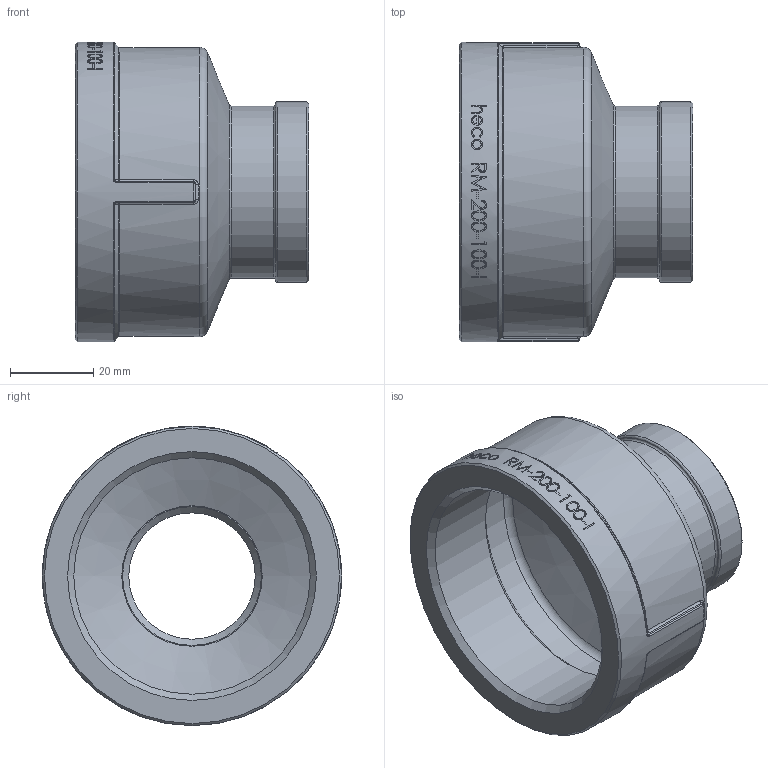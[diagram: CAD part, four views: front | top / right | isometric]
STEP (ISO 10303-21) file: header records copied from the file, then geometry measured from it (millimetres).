
FILE_DESCRIPTION (( 'STEP AP214' ), '1' );
FILE_NAME ('heco_RM-200-100-I Reduziermuffe 2305.STEP', '2023-05-11T09:06:52', ( '' ), ( '' ), 'SwSTEP 2.0', 'SolidWorks 2019', '' );
FILE_SCHEMA (( 'AUTOMOTIVE_DESIGN' ));
Length unit declared in the file: millimetre
Products named in the file (1): heco_RM-200-100-I Reduziermuffe 2305
Bounding box: 56 x 71.7 x 71.71 mm (x, y, z)
Volume: 55951.8 mm3; surface area: 24277.7 mm2
Topology: 1 solids, 1 shells, 241 faces, 593 edges, 376 vertices
Faces by surface type: bspline 115, plane 57, cylinder 42, torus 13, cone 10, sphere 4
Full cylindrical faces by diameter (mm): 30.291 x1, 41.2 x1, 43.3 x1, 56.656 x1, 62.7 x1, 69.3 x1, 71.7 x1
Entity records: 23829 total; most frequent: CARTESIAN_POINT 17413, ORIENTED_EDGE 1126, DIRECTION 581, EDGE_CURVE 563, VERTEX_POINT 370, B_SPLINE_CURVE_WITH_KNOTS 352, EDGE_LOOP 289, FACE_OUTER_BOUND 253
